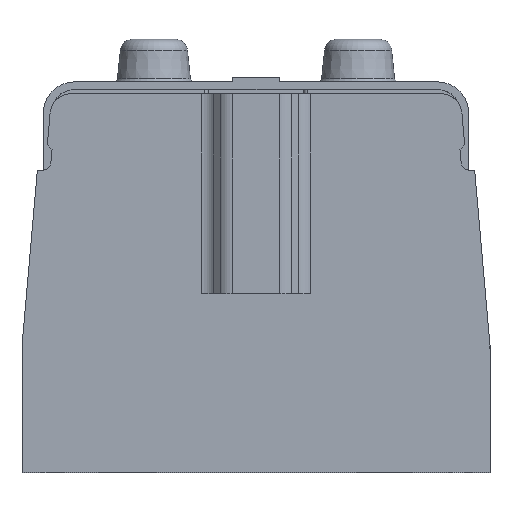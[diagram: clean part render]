
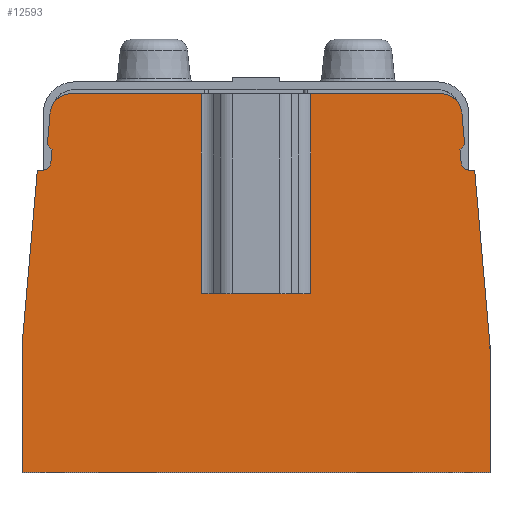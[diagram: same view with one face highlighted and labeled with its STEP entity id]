
A CAD part, top view. The second image highlights one B-rep face of the part: STEP entity #12593.
In plain terms, the highlighted planar face has unit normal (0, 0, 1).
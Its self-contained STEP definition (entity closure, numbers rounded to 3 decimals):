
#1122=DIRECTION('',(-1.,0.,0.));
#1123=VECTOR('',#1122,30.562);
#1124=CARTESIAN_POINT('',(43.419,44.5,21.));
#1125=LINE('',#1124,#1123);
#1154=DIRECTION('',(-1.,0.,0.));
#1155=VECTOR('',#1154,30.562);
#1156=CARTESIAN_POINT('',(-12.857,44.5,21.));
#1157=LINE('',#1156,#1155);
#1921=CARTESIAN_POINT('',(43.419,39.5,21.));
#1922=DIRECTION('',(0.,0.,-1.));
#1923=DIRECTION('',(0.,1.,0.));
#1924=AXIS2_PLACEMENT_3D('',#1921,#1922,#1923);
#1926=DIRECTION('',(0.087,-0.996,0.));
#1927=VECTOR('',#1926,7.464);
#1928=CARTESIAN_POINT('',(48.4,39.936,21.));
#1929=LINE('',#1928,#1927);
#1930=DIRECTION('',(-0.707,-0.707,0.));
#1931=VECTOR('',#1930,1.566);
#1932=CARTESIAN_POINT('',(49.05,32.5,21.));
#1933=LINE('',#1932,#1931);
#1934=DIRECTION('',(0.087,-0.996,0.));
#1935=VECTOR('',#1934,3.078);
#1936=CARTESIAN_POINT('',(47.943,31.392,21.));
#1937=LINE('',#1936,#1935);
#1938=CARTESIAN_POINT('',(50.203,28.5,21.));
#1939=DIRECTION('',(0.,0.,1.));
#1940=DIRECTION('',(-0.996,-0.087,0.));
#1941=AXIS2_PLACEMENT_3D('',#1938,#1939,#1940);
#1943=DIRECTION('',(0.087,-0.996,0.));
#1944=VECTOR('',#1943,41.306);
#1945=CARTESIAN_POINT('',(51.401,26.5,21.));
#1946=LINE('',#1945,#1944);
#1947=DIRECTION('',(0.087,0.996,0.));
#1948=VECTOR('',#1947,41.306);
#1949=CARTESIAN_POINT('',(-55.,-14.648,21.));
#1950=LINE('',#1949,#1948);
#1951=CARTESIAN_POINT('',(-50.203,28.5,21.));
#1952=DIRECTION('',(0.,0.,1.));
#1953=DIRECTION('',(0.,-1.,0.));
#1954=AXIS2_PLACEMENT_3D('',#1951,#1952,#1953);
#1956=DIRECTION('',(0.087,0.996,0.));
#1957=VECTOR('',#1956,3.078);
#1958=CARTESIAN_POINT('',(-48.21,28.326,21.));
#1959=LINE('',#1958,#1957);
#1960=DIRECTION('',(-0.707,0.707,0.));
#1961=VECTOR('',#1960,1.566);
#1962=CARTESIAN_POINT('',(-47.942,31.392,21.));
#1963=LINE('',#1962,#1961);
#1964=DIRECTION('',(0.087,0.996,0.));
#1965=VECTOR('',#1964,7.464);
#1966=CARTESIAN_POINT('',(-49.05,32.5,21.));
#1967=LINE('',#1966,#1965);
#1968=CARTESIAN_POINT('',(-43.418,39.5,21.));
#1969=DIRECTION('',(0.,0.,-1.));
#1970=DIRECTION('',(-0.996,0.087,0.));
#1971=AXIS2_PLACEMENT_3D('',#1968,#1969,#1970);
#1973=DIRECTION('',(-1.,0.,0.));
#1974=VECTOR('',#1973,25.714);
#1975=CARTESIAN_POINT('',(12.857,-2.5,21.));
#1976=LINE('',#1975,#1974);
#2005=DIRECTION('',(0.,1.,0.));
#2006=VECTOR('',#2005,47.);
#2007=CARTESIAN_POINT('',(-12.857,-2.5,21.));
#2008=LINE('',#2007,#2006);
#2041=DIRECTION('',(0.,-1.,0.));
#2042=VECTOR('',#2041,47.);
#2043=CARTESIAN_POINT('',(12.857,44.5,21.));
#2044=LINE('',#2043,#2042);
#2099=DIRECTION('',(-1.,0.,0.));
#2100=VECTOR('',#2099,1.197);
#2101=CARTESIAN_POINT('',(51.401,26.5,21.));
#2102=LINE('',#2101,#2100);
#2119=DIRECTION('',(0.,1.,0.));
#2120=VECTOR('',#2119,29.852);
#2121=CARTESIAN_POINT('',(55.,-44.5,21.));
#2122=LINE('',#2121,#2120);
#2171=DIRECTION('',(1.,0.,0.));
#2172=VECTOR('',#2171,110.);
#2173=CARTESIAN_POINT('',(-55.,-44.5,21.));
#2174=LINE('',#2173,#2172);
#2488=DIRECTION('',(0.,-1.,0.));
#2489=VECTOR('',#2488,29.852);
#2490=CARTESIAN_POINT('',(-55.,-14.648,21.));
#2491=LINE('',#2490,#2489);
#2504=DIRECTION('',(-1.,0.,0.));
#2505=VECTOR('',#2504,1.197);
#2506=CARTESIAN_POINT('',(-50.203,26.5,21.));
#2507=LINE('',#2506,#2505);
#8282=CARTESIAN_POINT('',(12.857,-2.5,21.));
#8283=CARTESIAN_POINT('',(-12.857,-2.5,21.));
#8284=VERTEX_POINT('',#8282);
#8285=VERTEX_POINT('',#8283);
#8286=CARTESIAN_POINT('',(12.857,44.5,21.));
#8287=VERTEX_POINT('',#8286);
#8288=CARTESIAN_POINT('',(43.419,44.5,21.));
#8289=VERTEX_POINT('',#8288);
#8290=CARTESIAN_POINT('',(48.4,39.936,21.));
#8291=VERTEX_POINT('',#8290);
#8292=CARTESIAN_POINT('',(49.05,32.5,21.));
#8293=VERTEX_POINT('',#8292);
#8294=CARTESIAN_POINT('',(47.943,31.392,21.));
#8295=VERTEX_POINT('',#8294);
#8296=CARTESIAN_POINT('',(48.211,28.326,21.));
#8297=VERTEX_POINT('',#8296);
#8298=CARTESIAN_POINT('',(50.203,26.5,21.));
#8299=VERTEX_POINT('',#8298);
#8300=CARTESIAN_POINT('',(51.401,26.5,21.));
#8301=VERTEX_POINT('',#8300);
#8302=CARTESIAN_POINT('',(55.,-14.648,21.));
#8303=VERTEX_POINT('',#8302);
#8304=CARTESIAN_POINT('',(55.,-44.5,21.));
#8305=VERTEX_POINT('',#8304);
#8306=CARTESIAN_POINT('',(-55.,-44.5,21.));
#8307=VERTEX_POINT('',#8306);
#8308=CARTESIAN_POINT('',(-55.,-14.648,21.));
#8309=VERTEX_POINT('',#8308);
#8310=CARTESIAN_POINT('',(-51.4,26.5,21.));
#8311=VERTEX_POINT('',#8310);
#8312=CARTESIAN_POINT('',(-50.203,26.5,21.));
#8313=VERTEX_POINT('',#8312);
#8314=CARTESIAN_POINT('',(-48.21,28.326,21.));
#8315=VERTEX_POINT('',#8314);
#8316=CARTESIAN_POINT('',(-47.942,31.392,21.));
#8317=VERTEX_POINT('',#8316);
#8318=CARTESIAN_POINT('',(-49.05,32.5,21.));
#8319=VERTEX_POINT('',#8318);
#8320=CARTESIAN_POINT('',(-48.399,39.936,21.));
#8321=VERTEX_POINT('',#8320);
#8322=CARTESIAN_POINT('',(-43.418,44.5,21.));
#8323=VERTEX_POINT('',#8322);
#8324=CARTESIAN_POINT('',(-12.857,44.5,21.));
#8325=VERTEX_POINT('',#8324);
#12546=CARTESIAN_POINT('',(0.,0.,21.));
#12547=DIRECTION('',(0.,0.,1.));
#12548=DIRECTION('',(-1.,0.,0.));
#12549=AXIS2_PLACEMENT_3D('',#12546,#12547,#12548);
#12550=PLANE('',#12549);
#12552=ORIENTED_EDGE('',*,*,#12551,.F.);
#12554=ORIENTED_EDGE('',*,*,#12553,.F.);
#12555=ORIENTED_EDGE('',*,*,#11485,.F.);
#12557=ORIENTED_EDGE('',*,*,#12556,.T.);
#12559=ORIENTED_EDGE('',*,*,#12558,.T.);
#12561=ORIENTED_EDGE('',*,*,#12560,.T.);
#12563=ORIENTED_EDGE('',*,*,#12562,.T.);
#12565=ORIENTED_EDGE('',*,*,#12564,.T.);
#12567=ORIENTED_EDGE('',*,*,#12566,.F.);
#12569=ORIENTED_EDGE('',*,*,#12568,.T.);
#12571=ORIENTED_EDGE('',*,*,#12570,.F.);
#12573=ORIENTED_EDGE('',*,*,#12572,.F.);
#12575=ORIENTED_EDGE('',*,*,#12574,.F.);
#12577=ORIENTED_EDGE('',*,*,#12576,.T.);
#12579=ORIENTED_EDGE('',*,*,#12578,.F.);
#12581=ORIENTED_EDGE('',*,*,#12580,.T.);
#12583=ORIENTED_EDGE('',*,*,#12582,.T.);
#12585=ORIENTED_EDGE('',*,*,#12584,.T.);
#12586=ORIENTED_EDGE('',*,*,#12539,.T.);
#12587=ORIENTED_EDGE('',*,*,#12472,.T.);
#12588=ORIENTED_EDGE('',*,*,#11501,.F.);
#12590=ORIENTED_EDGE('',*,*,#12589,.F.);
#12591=EDGE_LOOP('',(#12552,#12554,#12555,#12557,#12559,#12561,#12563,#12565,
#12567,#12569,#12571,#12573,#12575,#12577,#12579,#12581,#12583,#12585,#12586,
#12587,#12588,#12590));
#12592=FACE_OUTER_BOUND('',#12591,.F.);
#1925=CIRCLE('',#1924,5.);
#1942=CIRCLE('',#1941,2.);
#1955=CIRCLE('',#1954,2.);
#1972=CIRCLE('',#1971,5.);
#11485=EDGE_CURVE('',#8289,#8287,#1125,.T.);
#11501=EDGE_CURVE('',#8325,#8323,#1157,.T.);
#12472=EDGE_CURVE('',#8321,#8323,#1972,.T.);
#12539=EDGE_CURVE('',#8319,#8321,#1967,.T.);
#12551=EDGE_CURVE('',#8284,#8285,#1976,.T.);
#12553=EDGE_CURVE('',#8287,#8284,#2044,.T.);
#12556=EDGE_CURVE('',#8289,#8291,#1925,.T.);
#12558=EDGE_CURVE('',#8291,#8293,#1929,.T.);
#12560=EDGE_CURVE('',#8293,#8295,#1933,.T.);
#12562=EDGE_CURVE('',#8295,#8297,#1937,.T.);
#12564=EDGE_CURVE('',#8297,#8299,#1942,.T.);
#12566=EDGE_CURVE('',#8301,#8299,#2102,.T.);
#12568=EDGE_CURVE('',#8301,#8303,#1946,.T.);
#12570=EDGE_CURVE('',#8305,#8303,#2122,.T.);
#12572=EDGE_CURVE('',#8307,#8305,#2174,.T.);
#12574=EDGE_CURVE('',#8309,#8307,#2491,.T.);
#12576=EDGE_CURVE('',#8309,#8311,#1950,.T.);
#12578=EDGE_CURVE('',#8313,#8311,#2507,.T.);
#12580=EDGE_CURVE('',#8313,#8315,#1955,.T.);
#12582=EDGE_CURVE('',#8315,#8317,#1959,.T.);
#12584=EDGE_CURVE('',#8317,#8319,#1963,.T.);
#12589=EDGE_CURVE('',#8285,#8325,#2008,.T.);
#12593=ADVANCED_FACE('',(#12592),#12550,.T.);
